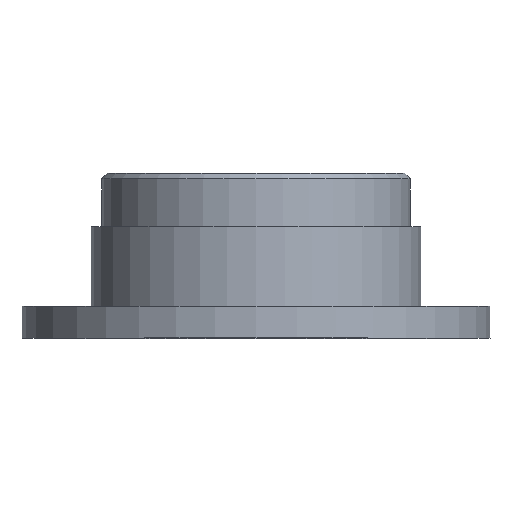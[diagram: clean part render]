
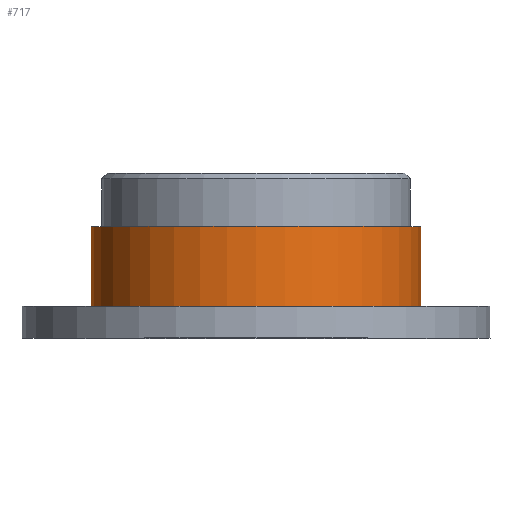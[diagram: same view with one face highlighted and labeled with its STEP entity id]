
A CAD part, top view. The second image highlights one B-rep face of the part: STEP entity #717.
In plain terms, the highlighted free-form (B-spline) face has degree [1, 8] with [2, 17] control points.
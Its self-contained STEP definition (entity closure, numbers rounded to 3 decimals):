
#62=(GEOMETRIC_REPRESENTATION_CONTEXT(2) PARAMETRIC_REPRESENTATION_CONTEXT() 
REPRESENTATION_CONTEXT('pcurve representation',
'2D parameter range of basis surface'));
#458=PLANE('',#462);
#459=CARTESIAN_POINT('',(0.,21.,0.));
#460=DIRECTION('',(-1.,0.,0.));
#461=DIRECTION('',(0.,1.,0.));
#462=AXIS2_PLACEMENT_3D('',#459,#461,#460);
#557=CIRCLE('*CRV59',#561,31.);
#558=CARTESIAN_POINT('',(0.,21.,0.));
#559=DIRECTION('',(-1.,0.,0.));
#560=DIRECTION('',(0.,1.,0.));
#561=AXIS2_PLACEMENT_3D('',#558,#560,#559);
#562=B_SPLINE_CURVE_WITH_KNOTS('',11,(#563,#564,#565,#566,#567,#568,#569,#570,
#571,#572,#573,#574),.UNSPECIFIED.,.F.,.U.,(12,12),(0.,1.),
.PIECEWISE_BEZIER_KNOTS.);
#563=CARTESIAN_POINT('',(31.,0.));
#564=CARTESIAN_POINT('',(31.,8.854));
#565=CARTESIAN_POINT('',(28.219,17.707));
#566=CARTESIAN_POINT('',(22.656,25.59));
#567=CARTESIAN_POINT('',(14.693,31.531));
#568=CARTESIAN_POINT('',(5.092,34.73));
#569=CARTESIAN_POINT('',(-5.092,34.73));
#570=CARTESIAN_POINT('',(-14.693,31.531));
#571=CARTESIAN_POINT('',(-22.656,25.59));
#572=CARTESIAN_POINT('',(-28.219,17.707));
#573=CARTESIAN_POINT('',(-31.,8.854));
#574=CARTESIAN_POINT('',(-31.,0.));
#575=DEFINITIONAL_REPRESENTATION('',(#562),#62);
#576=PCURVE('',#458,#575);
#577=B_SPLINE_SURFACE_WITH_KNOTS('*SUR9',1,8,((#578,#579,#580,#581,#582,#583,
#584,#585,#586,#587,#588,#589,#590,#591,#592,#593,#594),(#595,#596,#597,#598,
#599,#600,#601,#602,#603,#604,#605,#606,#607,#608,#609,#610,#611)),
.CYLINDRICAL_SURF.,.F.,.T.,.U.,(2,2),(9,8,9),(0.,1.),(0.,1.,2.),
.PIECEWISE_BEZIER_KNOTS.);
#578=CARTESIAN_POINT('',(-31.,6.,0.));
#579=CARTESIAN_POINT('',(-31.,6.,12.174));
#580=CARTESIAN_POINT('',(-25.534,6.,24.348));
#581=CARTESIAN_POINT('',(-14.616,6.,33.659));
#582=CARTESIAN_POINT('',(0.,6.,37.256));
#583=CARTESIAN_POINT('',(14.616,6.,33.659));
#584=CARTESIAN_POINT('',(25.534,6.,24.348));
#585=CARTESIAN_POINT('',(31.,6.,12.174));
#586=CARTESIAN_POINT('',(31.,6.,0.));
#587=CARTESIAN_POINT('',(31.,6.,-12.174));
#588=CARTESIAN_POINT('',(25.534,6.,-24.348));
#589=CARTESIAN_POINT('',(14.616,6.,-33.659));
#590=CARTESIAN_POINT('',(0.,6.,-37.256));
#591=CARTESIAN_POINT('',(-14.616,6.,-33.659));
#592=CARTESIAN_POINT('',(-25.534,6.,-24.348));
#593=CARTESIAN_POINT('',(-31.,6.,-12.174));
#594=CARTESIAN_POINT('',(-31.,6.,0.));
#595=CARTESIAN_POINT('',(-31.,21.,0.));
#596=CARTESIAN_POINT('',(-31.,21.,12.174));
#597=CARTESIAN_POINT('',(-25.534,21.,24.348));
#598=CARTESIAN_POINT('',(-14.616,21.,33.659));
#599=CARTESIAN_POINT('',(0.,21.,37.256));
#600=CARTESIAN_POINT('',(14.616,21.,33.659));
#601=CARTESIAN_POINT('',(25.534,21.,24.348));
#602=CARTESIAN_POINT('',(31.,21.,12.174));
#603=CARTESIAN_POINT('',(31.,21.,0.));
#604=CARTESIAN_POINT('',(31.,21.,-12.174));
#605=CARTESIAN_POINT('',(25.534,21.,-24.348));
#606=CARTESIAN_POINT('',(14.616,21.,-33.659));
#607=CARTESIAN_POINT('',(0.,21.,-37.256));
#608=CARTESIAN_POINT('',(-14.616,21.,-33.659));
#609=CARTESIAN_POINT('',(-25.534,21.,-24.348));
#610=CARTESIAN_POINT('',(-31.,21.,-12.174));
#611=CARTESIAN_POINT('',(-31.,21.,0.));
#612=B_SPLINE_CURVE_WITH_KNOTS('',1,(#613,#614),.UNSPECIFIED.,.F.,.U.,(2,2),(0.,
1.),.PIECEWISE_BEZIER_KNOTS.);
#613=CARTESIAN_POINT('',(1.,0.));
#614=CARTESIAN_POINT('',(1.,1.));
#615=DEFINITIONAL_REPRESENTATION('',(#612),#62);
#616=PCURVE('',#577,#615);
#643=CARTESIAN_POINT('',(-31.,21.,0.));
#644=VERTEX_POINT('',#643);
#645=CARTESIAN_POINT('',(31.,21.,0.));
#646=VERTEX_POINT('',#645);
#647=EDGE_CURVE('',#644,#646,#648,.T.);
#648=SURFACE_CURVE('',#557,(#576,#616),.PCURVE_S1.);
#659=CIRCLE('*CRV57',#663,31.);
#660=CARTESIAN_POINT('',(0.,6.,0.));
#661=DIRECTION('',(-1.,0.,0.));
#662=DIRECTION('',(0.,1.,0.));
#663=AXIS2_PLACEMENT_3D('',#660,#662,#661);
#664=B_SPLINE_CURVE_WITH_KNOTS('',1,(#665,#666),.UNSPECIFIED.,.F.,.U.,(2,2),(0.,
1.),.PIECEWISE_BEZIER_KNOTS.);
#665=CARTESIAN_POINT('',(0.,0.));
#666=CARTESIAN_POINT('',(0.,1.));
#667=DEFINITIONAL_REPRESENTATION('',(#664),#62);
#668=PCURVE('',#577,#667);
#669=PLANE('',#673);
#670=CARTESIAN_POINT('',(0.,6.,0.));
#671=DIRECTION('',(-1.,0.,0.));
#672=DIRECTION('',(0.,1.,0.));
#673=AXIS2_PLACEMENT_3D('',#670,#672,#671);
#674=B_SPLINE_CURVE_WITH_KNOTS('',11,(#675,#676,#677,#678,#679,#680,#681,#682,
#683,#684,#685,#686),.UNSPECIFIED.,.F.,.U.,(12,12),(0.,1.),
.PIECEWISE_BEZIER_KNOTS.);
#675=CARTESIAN_POINT('',(31.,0.));
#676=CARTESIAN_POINT('',(31.,8.854));
#677=CARTESIAN_POINT('',(28.219,17.707));
#678=CARTESIAN_POINT('',(22.656,25.59));
#679=CARTESIAN_POINT('',(14.693,31.531));
#680=CARTESIAN_POINT('',(5.092,34.73));
#681=CARTESIAN_POINT('',(-5.092,34.73));
#682=CARTESIAN_POINT('',(-14.693,31.531));
#683=CARTESIAN_POINT('',(-22.656,25.59));
#684=CARTESIAN_POINT('',(-28.219,17.707));
#685=CARTESIAN_POINT('',(-31.,8.854));
#686=CARTESIAN_POINT('',(-31.,0.));
#687=DEFINITIONAL_REPRESENTATION('',(#674),#62);
#688=PCURVE('',#669,#687);
#689=LINE('*LN131',#690,#692);
#690=CARTESIAN_POINT('',(-31.,0.,0.));
#691=DIRECTION('',(0.,1.,0.));
#692=VECTOR('',#691,1.);
#693=B_SPLINE_CURVE_WITH_KNOTS('',1,(#694,#695),.UNSPECIFIED.,.F.,.U.,(2,2),(0.,
1.),.PIECEWISE_BEZIER_KNOTS.);
#694=CARTESIAN_POINT('',(0.,0.));
#695=CARTESIAN_POINT('',(1.,0.));
#696=DEFINITIONAL_REPRESENTATION('',(#693),#62);
#697=PCURVE('',#577,#696);
#698=B_SPLINE_CURVE_WITH_KNOTS('',1,(#699,#700),.UNSPECIFIED.,.F.,.U.,(2,2),(0.,
1.),.PIECEWISE_BEZIER_KNOTS.);
#699=CARTESIAN_POINT('',(0.,2.));
#700=CARTESIAN_POINT('',(1.,2.));
#701=DEFINITIONAL_REPRESENTATION('',(#698),#62);
#702=PCURVE('',#577,#701);
#703=LINE('*LN132',#704,#706);
#704=CARTESIAN_POINT('',(31.,0.,0.));
#705=DIRECTION('',(0.,1.,0.));
#706=VECTOR('',#705,1.);
#707=B_SPLINE_CURVE_WITH_KNOTS('',1,(#708,#709),.UNSPECIFIED.,.F.,.U.,(2,2),(0.,
1.),.PIECEWISE_BEZIER_KNOTS.);
#708=CARTESIAN_POINT('',(0.,1.));
#709=CARTESIAN_POINT('',(1.,1.));
#710=DEFINITIONAL_REPRESENTATION('',(#707),#62);
#711=PCURVE('',#577,#710);
#712=B_SPLINE_CURVE_WITH_KNOTS('',1,(#713,#714),.UNSPECIFIED.,.F.,.U.,(2,2),(0.,
1.),.PIECEWISE_BEZIER_KNOTS.);
#713=CARTESIAN_POINT('',(0.,1.));
#714=CARTESIAN_POINT('',(1.,1.));
#715=DEFINITIONAL_REPRESENTATION('',(#712),#62);
#716=PCURVE('',#577,#715);
#717=ADVANCED_FACE('*FAC53',(#733),#577,.F.);
#718=CARTESIAN_POINT('',(-31.,6.,0.));
#719=VERTEX_POINT('',#718);
#720=CARTESIAN_POINT('',(31.,6.,0.));
#721=VERTEX_POINT('',#720);
#722=EDGE_CURVE('',#719,#721,#723,.T.);
#723=SURFACE_CURVE('',#659,(#668,#688),.PCURVE_S1.);
#724=EDGE_CURVE('',#719,#644,#725,.T.);
#725=SURFACE_CURVE('',#689,(#697,#702),.PCURVE_S1.);
#726=EDGE_CURVE('',#721,#646,#727,.T.);
#727=SURFACE_CURVE('',#703,(#711,#716),.PCURVE_S1.);
#728=ORIENTED_EDGE('',*,*,#722,.F.);
#729=ORIENTED_EDGE('',*,*,#724,.T.);
#730=ORIENTED_EDGE('',*,*,#647,.T.);
#731=ORIENTED_EDGE('',*,*,#726,.F.);
#732=EDGE_LOOP('',(#728,#729,#730,#731));
#733=FACE_OUTER_BOUND('',#732,.F.);
